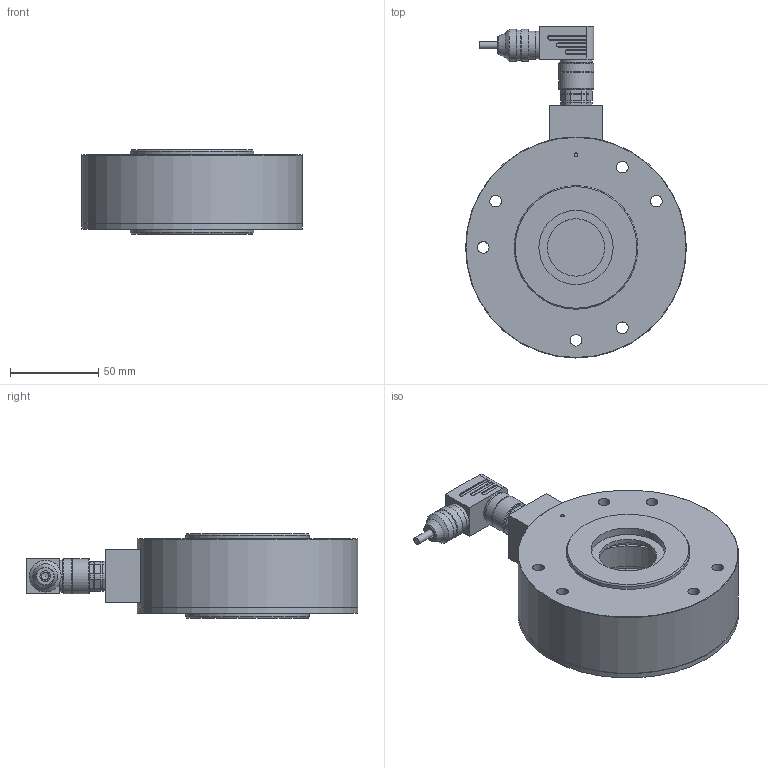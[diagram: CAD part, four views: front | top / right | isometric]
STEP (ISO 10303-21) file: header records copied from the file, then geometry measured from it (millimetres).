
FILE_DESCRIPTION (( 'STEP AP214' ), '1' );
FILE_NAME ('a_BZA2-25-160N...1600N-S1 STEP.STEP', '2024-09-27T12:51:51', ( '' ), ( '' ), 'SwSTEP 2.0', 'SolidWorks 2023', '' );
FILE_SCHEMA (( 'AUTOMOTIVE_DESIGN' ));
Length unit declared in the file: millimetre
Products named in the file (1): a_BZA2-25-160N...1600N-S1 STEP
Bounding box: 125 x 187.85 x 48 mm (x, y, z)
Volume: 463841.1 mm3; surface area: 123412.8 mm2
Topology: 8 solids, 9 shells, 337 faces, 788 edges, 508 vertices
Faces by surface type: cylinder 144, plane 138, cone 42, torus 9, bspline 4
Full cylindrical faces by diameter (mm): 1 x12, 1.5 x4, 2 x2, 2.5 x4, 3.4 x4, 4 x1, 4.2 x1, 4.5 x1, 5 x2, 6 x1, 6.6 x12, 8 x1, 8.375 x1, 9.95 x1, 10.4 x1, 12 x2, 13.5 x2, 14.5 x1, 15 x1, 15.75 x1, 16 x2, 16.7 x1, 17 x1, 18 x3, 18.2 x1, 20 x3, 22.5 x1, 24 x1, 32.5 x1, 42 x1
Entity records: 9086 total; most frequent: CARTESIAN_POINT 1810, DIRECTION 1575, ORIENTED_EDGE 1234, AXIS2_PLACEMENT_3D 661, EDGE_CURVE 617, EDGE_LOOP 541, VERTEX_POINT 462, FACE_OUTER_BOUND 423
